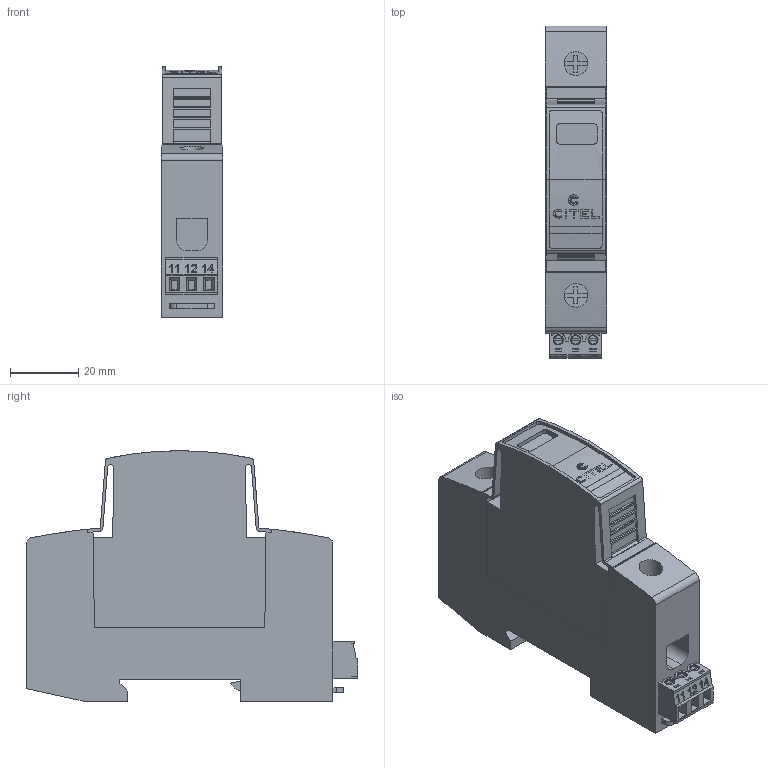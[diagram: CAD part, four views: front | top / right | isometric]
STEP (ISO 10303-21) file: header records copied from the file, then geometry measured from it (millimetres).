
FILE_DESCRIPTION(('STEP AP242'),'1');
FILE_NAME('dac50vgs-10-150.stp','2021-11-08T13:12:16',('TraceParts'),('TraceParts S.A.'),'Spatial InterOp 3D',' ',' ');
FILE_SCHEMA(('AP242_MANAGED_MODEL_BASED_3D_ENGINEERING_MIM_LF {1 0 10303 442 1 1 4}'));
Length unit declared in the file: millimetre
Products named in the file (1): dac50vgs-10-150
Bounding box: 18 x 97.3 x 73.5 mm (x, y, z)
Volume: 87096.4 mm3; surface area: 22510 mm2
Topology: 1 solids, 3 shells, 959 faces, 2729 edges, 1806 vertices
Faces by surface type: plane 759, cylinder 142, bspline 46, cone 12
Entity records: 36905 total; most frequent: CARTESIAN_POINT 8890, ORIENTED_EDGE 5458, DIRECTION 4643, EDGE_CURVE 2729, LINE 2123, VECTOR 2123, VERTEX_POINT 1806, AXIS2_PLACEMENT_3D 1260
